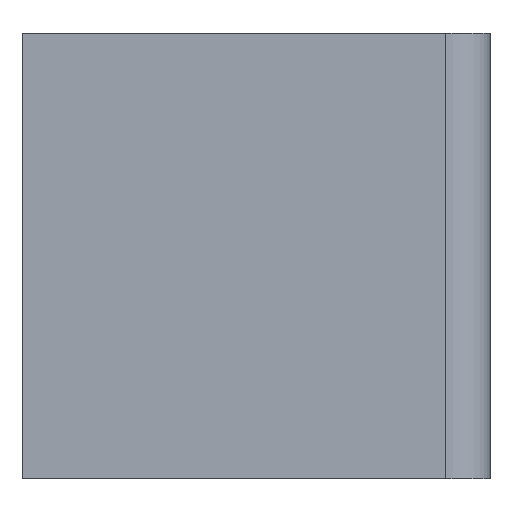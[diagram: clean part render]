
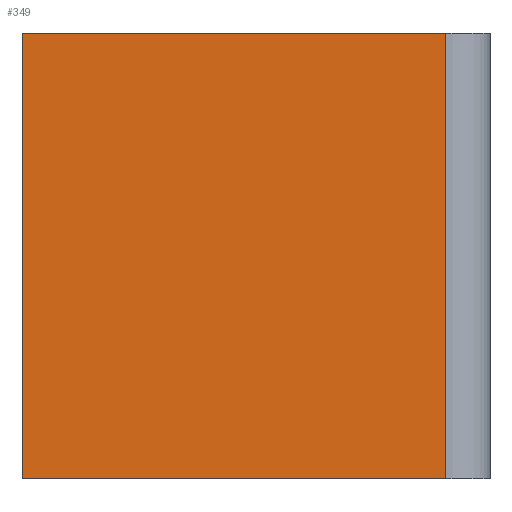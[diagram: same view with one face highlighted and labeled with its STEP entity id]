
A CAD part, front view. The second image highlights one B-rep face of the part: STEP entity #349.
In plain terms, the highlighted planar face has unit normal (0, -1, 0).
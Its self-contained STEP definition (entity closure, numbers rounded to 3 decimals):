
#29=PLANE('',#391);
#41=FACE_OUTER_BOUND('',#60,.T.);
#60=EDGE_LOOP('',(#265,#266,#267,#268));
#89=LINE('',#541,#121);
#95=LINE('',#555,#127);
#97=LINE('',#559,#129);
#98=LINE('',#560,#130);
#121=VECTOR('',#437,10.);
#127=VECTOR('',#447,10.);
#129=VECTOR('',#451,10.);
#130=VECTOR('',#452,10.);
#170=VERTEX_POINT('',#538);
#171=VERTEX_POINT('',#540);
#177=VERTEX_POINT('',#553);
#178=VERTEX_POINT('',#558);
#204=EDGE_CURVE('',#171,#170,#89,.T.);
#211=EDGE_CURVE('',#177,#170,#95,.T.);
#213=EDGE_CURVE('',#178,#177,#97,.T.);
#214=EDGE_CURVE('',#171,#178,#98,.T.);
#265=ORIENTED_EDGE('',*,*,#211,.F.);
#266=ORIENTED_EDGE('',*,*,#213,.F.);
#267=ORIENTED_EDGE('',*,*,#214,.F.);
#268=ORIENTED_EDGE('',*,*,#204,.T.);
#349=ADVANCED_FACE('',(#41),#29,.T.);
#391=AXIS2_PLACEMENT_3D('',#557,#449,#450);
#437=DIRECTION('',(1.,0.,0.));
#447=DIRECTION('',(0.,0.,-1.));
#449=DIRECTION('center_axis',(0.,-1.,0.));
#450=DIRECTION('ref_axis',(1.,0.,0.));
#451=DIRECTION('',(1.,0.,0.));
#452=DIRECTION('',(0.,0.,1.));
#538=CARTESIAN_POINT('',(19.,0.,0.));
#540=CARTESIAN_POINT('',(0.,0.,0.));
#541=CARTESIAN_POINT('',(0.,0.,0.));
#553=CARTESIAN_POINT('',(19.,0.,20.));
#555=CARTESIAN_POINT('',(19.,0.,0.));
#557=CARTESIAN_POINT('Origin',(0.,0.,0.));
#558=CARTESIAN_POINT('',(0.,0.,20.));
#559=CARTESIAN_POINT('',(0.,0.,20.));
#560=CARTESIAN_POINT('',(0.,0.,0.));
